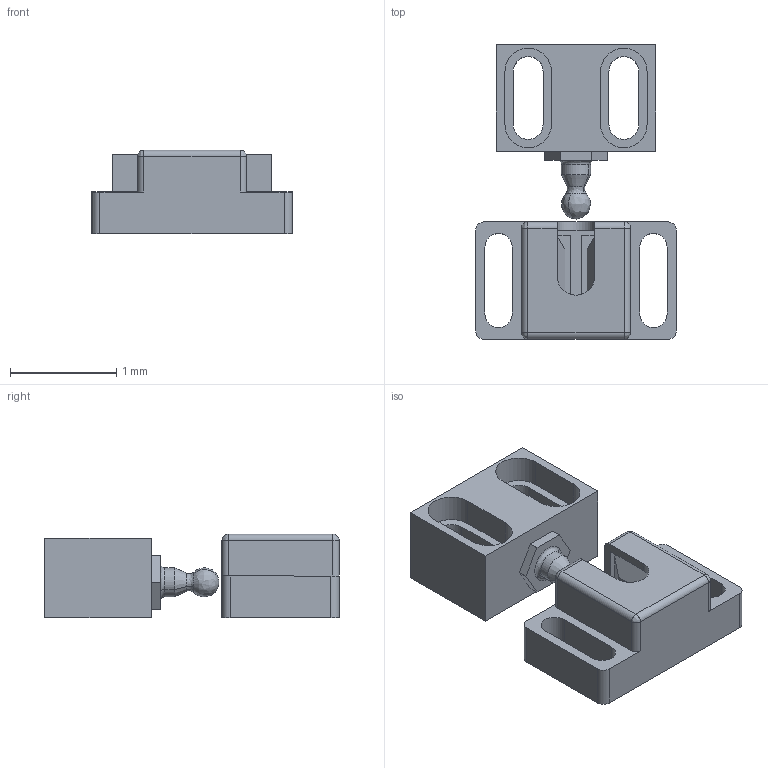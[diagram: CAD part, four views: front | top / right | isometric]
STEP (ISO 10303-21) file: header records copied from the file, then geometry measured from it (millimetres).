
FILE_DESCRIPTION((''),'2;1');
FILE_NAME('15AC7980.stp','2015-07-16T10:45:59',(''),(''),'Mechanical Desktop 2011','Mechanical Desktop 2011',', , ');
FILE_SCHEMA(('CONFIG_CONTROL_DESIGN'));
Length unit declared in the file: millimetre
Products named in the file (1): Product
Bounding box: 1.89 x 2.77 x 0.79 mm (x, y, z)
Volume: 1.5 mm3; surface area: 28 mm2
Topology: 6 solids, 6 shells, 206 faces, 523 edges, 334 vertices
Faces by surface type: plane 119, cylinder 54, bspline 29, cone 4
Entity records: 7507 total; most frequent: CARTESIAN_POINT 2537, ORIENTED_EDGE 1030, DIRECTION 962, EDGE_CURVE 515, VECTOR 360, LINE 360, VERTEX_POINT 334, AXIS2_PLACEMENT_3D 301
